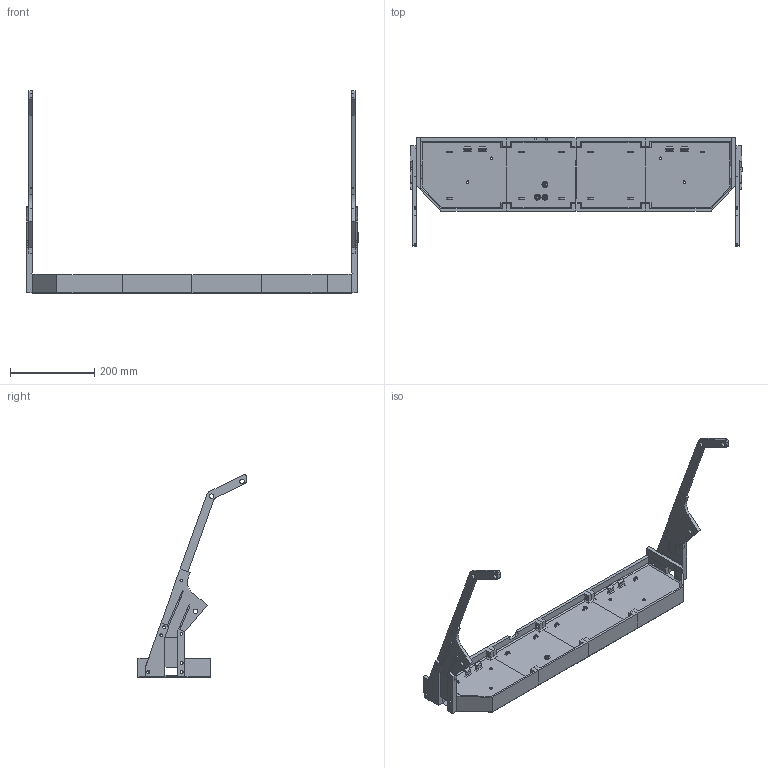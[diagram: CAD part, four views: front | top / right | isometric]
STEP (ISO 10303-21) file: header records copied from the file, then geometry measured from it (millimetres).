
FILE_DESCRIPTION(/* description */ (''),/* implementation_level */ '2;1');
FILE_NAME(/* name */ 'Chuni_Slider v9.step',/* time_stamp */ '2025-11-03T01:00:52+01:00',/* author */ (''),/* organization */ (''),/* preprocessor_version */ 'ST-DEVELOPER v20.1',/* originating_system */ 'Autodesk Translation Framework v14.17.0.0',/* authorisation */ '');
FILE_SCHEMA (('AUTOMOTIVE_DESIGN { 1 0 10303 214 3 1 1 }'));
Length unit declared in the file: millimetre
Products named in the file (13): Chuni_Slider; Case; left_bracket; L_case; L_case_center; L_air_lower_support; L_air_upper_support; L_air_filler_piece; R_case; R_case_center; R_air_lower_support; R_air_upper_support; R_air_filler_piece
Assembly tree (12 placements, depth 3):
  Chuni_Slider
    Case
      left_bracket
      L_case
      L_case_center
      L_air_lower_support
      L_air_upper_support
    L_air_filler_piece
    R_case
    R_case_center
    R_air_lower_support
    R_air_upper_support
    R_air_filler_piece
Bounding box: 787 x 258.13 x 479.52 mm (x, y, z)
Volume: 1336779.7 mm3; surface area: 530488.1 mm2
Topology: 10 solids, 10 shells, 518 faces, 1392 edges, 906 vertices
Faces by surface type: plane 388, cylinder 121, cone 9
Full cylindrical faces by diameter (mm): 4.7 x3, 6 x18, 6.8 x30, 8 x6, 10.5 x2, 11 x4
Entity records: 16698 total; most frequent: CARTESIAN_POINT 2841, ORIENTED_EDGE 2784, DIRECTION 2732, EDGE_CURVE 1392, LINE 1138, VECTOR 1138, VERTEX_POINT 906, AXIS2_PLACEMENT_3D 797
